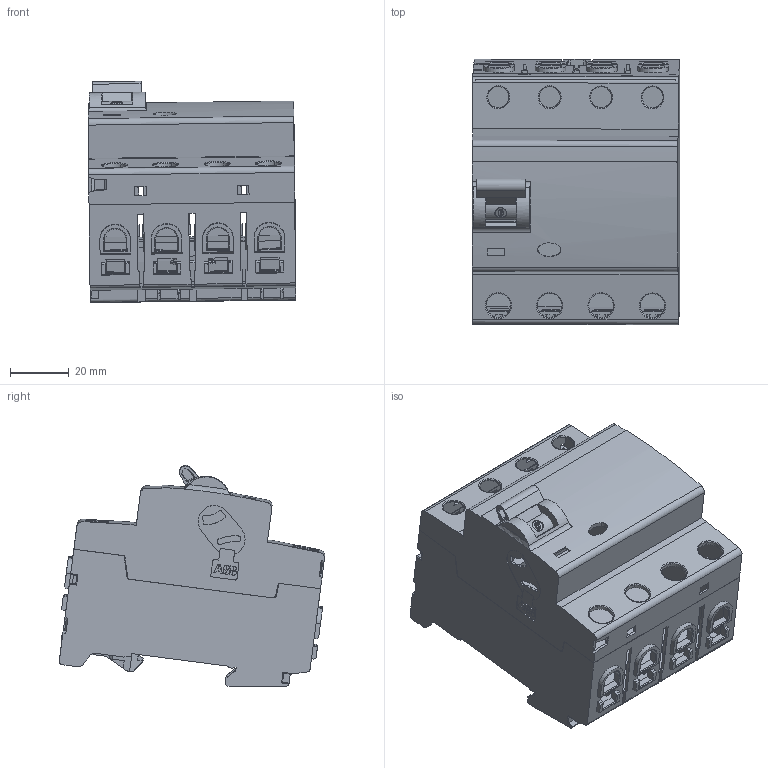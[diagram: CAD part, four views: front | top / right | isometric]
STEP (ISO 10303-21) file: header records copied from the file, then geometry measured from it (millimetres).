
FILE_DESCRIPTION(('CATIA V5 STEP Exchange'),'2;1');
FILE_NAME('04160659-----_000_A0_F204 (3D PRODUCT SKIN).stp','2017-02-13T10:40:52+00:00',('none'),('none'),'CATIA Version 5 Release 20 SP 6 (IN-10)','CATIA V5 STEP AP214','none');
FILE_SCHEMA(('AUTOMOTIVE_DESIGN { 1 0 10303 214 1 1 1 1 }'));
Length unit declared in the file: millimetre
Products named in the file (3): 04160659-----_000_A0_F204 (3D PRODUCT SKIN)_2PD; 04160659-----_000_A2_F204 (3D PRODUCT SKIN)_2PA; Attacco_rapido__________________________ 04232180-----_2PA_000_A0
Assembly tree (2 placements, depth 2):
  04160659-----_000_A0_F204 (3D PRODUCT SKIN)_2PD
    04160659-----_000_A2_F204 (3D PRODUCT SKIN)_2PA
    Attacco_rapido__________________________ 04232180-----_2PA_000_A0
Bounding box: 70.78 x 90.39 x 75.33 mm (x, y, z)
Volume: 45193.6 mm3; surface area: 62391.8 mm2
Topology: 9 solids, 9 shells, 1488 faces, 4281 edges, 2771 vertices
Faces by surface type: plane 958, cylinder 423, sphere 53, bspline 22, torus 19, cone 11, extrusion 2
Entity records: 49904 total; most frequent: CARTESIAN_POINT 12596, ORIENTED_EDGE 8460, DIRECTION 6383, EDGE_CURVE 4230, VECTOR 3229, LINE 3227, VERTEX_POINT 2771, AXIS2_PLACEMENT_3D 1903
